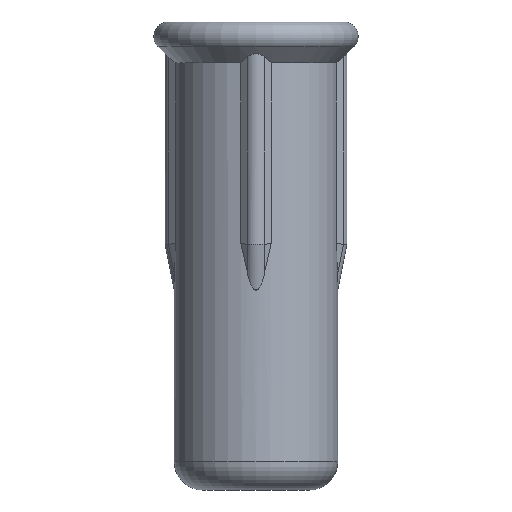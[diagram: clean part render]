
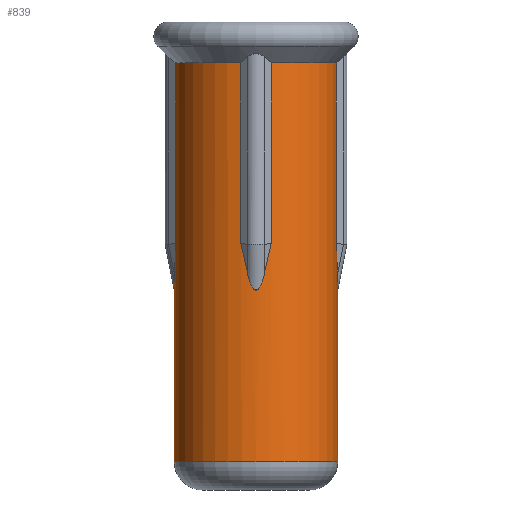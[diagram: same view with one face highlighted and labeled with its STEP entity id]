
A CAD part, left-side view. The second image highlights one B-rep face of the part: STEP entity #839.
In plain terms, the highlighted cylindrical face has radius 0.914 mm (diameter 1.829 mm), a partial arc.
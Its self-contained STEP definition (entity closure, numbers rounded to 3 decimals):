
#140=CARTESIAN_POINT('',(0.,0.914,-2.997));
#147=CARTESIAN_POINT('',(0.,-0.914,-2.997));
#185=DIRECTION('',(0.,0.,-1.));
#186=VECTOR('',#185,2.02);
#187=CARTESIAN_POINT('',(-0.898,-0.17,-0.457));
#188=LINE('',#187,#186);
#189=DIRECTION('',(0.,0.,-1.));
#190=VECTOR('',#189,2.02);
#191=CARTESIAN_POINT('',(-0.17,-0.898,-0.457));
#192=LINE('',#191,#190);
#193=CARTESIAN_POINT('',(-0.09,-0.91,
-2.83));
#194=CARTESIAN_POINT('',(-0.115,-0.907,
-2.712));
#195=CARTESIAN_POINT('',(-0.142,-0.904,
-2.595));
#196=CARTESIAN_POINT('',(-0.17,-0.898,
-2.478));
#198=CARTESIAN_POINT('',(-0.09,-0.91,
-2.83));
#199=CARTESIAN_POINT('',(-0.088,-0.91,
-2.838));
#200=CARTESIAN_POINT('',(-0.084,-0.911,
-2.855));
#201=CARTESIAN_POINT('',(-0.078,-0.911,
-2.879));
#202=CARTESIAN_POINT('',(-0.071,-0.912,
-2.9));
#203=CARTESIAN_POINT('',(-0.064,-0.912,
-2.92));
#204=CARTESIAN_POINT('',(-0.057,-0.913,
-2.937));
#205=CARTESIAN_POINT('',(-0.049,-0.913,
-2.953));
#206=CARTESIAN_POINT('',(-0.041,-0.913,
-2.968));
#207=CARTESIAN_POINT('',(-0.032,-0.914,
-2.98));
#208=CARTESIAN_POINT('',(-0.022,-0.914,
-2.989));
#209=CARTESIAN_POINT('',(-0.011,-0.914,
-2.996));
#210=CARTESIAN_POINT('',(-0.004,-0.914,-2.997));
#211=CARTESIAN_POINT('',(0.,-0.914,-2.997));
#213=DIRECTION('',(0.,0.,1.));
#214=VECTOR('',#213,1.918);
#215=CARTESIAN_POINT('',(0.,-0.914,-4.915));
#216=LINE('',#215,#214);
#217=CARTESIAN_POINT('',(0.,0.,-4.915));
#218=DIRECTION('',(0.,0.,1.));
#219=DIRECTION('',(0.,1.,0.));
#220=AXIS2_PLACEMENT_3D('',#217,#218,#219);
#222=DIRECTION('',(0.,0.,1.));
#223=VECTOR('',#222,1.918);
#224=CARTESIAN_POINT('',(0.,0.914,-4.915));
#225=LINE('',#224,#223);
#226=CARTESIAN_POINT('',(0.,0.914,-2.997));
#227=CARTESIAN_POINT('',(-0.004,0.914,-2.997));
#228=CARTESIAN_POINT('',(-0.011,0.914,
-2.996));
#229=CARTESIAN_POINT('',(-0.022,0.914,
-2.989));
#230=CARTESIAN_POINT('',(-0.032,0.914,
-2.979));
#231=CARTESIAN_POINT('',(-0.041,0.913,
-2.967));
#232=CARTESIAN_POINT('',(-0.049,0.913,
-2.953));
#233=CARTESIAN_POINT('',(-0.057,0.913,
-2.937));
#234=CARTESIAN_POINT('',(-0.064,0.912,
-2.92));
#235=CARTESIAN_POINT('',(-0.071,0.912,
-2.9));
#236=CARTESIAN_POINT('',(-0.078,0.911,
-2.878));
#237=CARTESIAN_POINT('',(-0.084,0.911,
-2.854));
#238=CARTESIAN_POINT('',(-0.088,0.91,
-2.838));
#239=CARTESIAN_POINT('',(-0.09,0.91,
-2.83));
#241=CARTESIAN_POINT('',(-0.17,0.898,
-2.478));
#242=CARTESIAN_POINT('',(-0.142,0.904,
-2.595));
#243=CARTESIAN_POINT('',(-0.115,0.907,
-2.712));
#244=CARTESIAN_POINT('',(-0.09,0.91,
-2.83));
#246=DIRECTION('',(0.,0.,-1.));
#247=VECTOR('',#246,2.02);
#248=CARTESIAN_POINT('',(-0.17,0.898,-0.457));
#249=LINE('',#248,#247);
#250=DIRECTION('',(0.,0.,-1.));
#251=VECTOR('',#250,2.02);
#252=CARTESIAN_POINT('',(-0.898,0.17,-0.457));
#253=LINE('',#252,#251);
#254=CARTESIAN_POINT('',(-0.91,0.09,
-2.83));
#255=CARTESIAN_POINT('',(-0.907,0.115,
-2.712));
#256=CARTESIAN_POINT('',(-0.904,0.142,
-2.595));
#257=CARTESIAN_POINT('',(-0.898,0.17,
-2.478));
#259=CARTESIAN_POINT('',(-0.91,0.09,
-2.83));
#260=CARTESIAN_POINT('',(-0.91,0.088,
-2.839));
#261=CARTESIAN_POINT('',(-0.911,0.083,
-2.858));
#262=CARTESIAN_POINT('',(-0.911,0.076,
-2.884));
#263=CARTESIAN_POINT('',(-0.912,0.069,
-2.907));
#264=CARTESIAN_POINT('',(-0.912,0.061,
-2.928));
#265=CARTESIAN_POINT('',(-0.913,0.053,
-2.947));
#266=CARTESIAN_POINT('',(-0.913,0.044,
-2.964));
#267=CARTESIAN_POINT('',(-0.914,0.034,
-2.977));
#268=CARTESIAN_POINT('',(-0.914,0.023,
-2.988));
#269=CARTESIAN_POINT('',(-0.914,0.012,
-2.996));
#270=CARTESIAN_POINT('',(-0.914,0.,
-2.998));
#271=CARTESIAN_POINT('',(-0.914,-0.012,
-2.996));
#272=CARTESIAN_POINT('',(-0.914,-0.024,
-2.988));
#273=CARTESIAN_POINT('',(-0.914,-0.034,
-2.977));
#274=CARTESIAN_POINT('',(-0.913,-0.044,
-2.963));
#275=CARTESIAN_POINT('',(-0.913,-0.053,
-2.947));
#276=CARTESIAN_POINT('',(-0.912,-0.061,
-2.928));
#277=CARTESIAN_POINT('',(-0.912,-0.069,
-2.907));
#278=CARTESIAN_POINT('',(-0.911,-0.076,
-2.884));
#279=CARTESIAN_POINT('',(-0.911,-0.083,
-2.858));
#280=CARTESIAN_POINT('',(-0.91,-0.088,
-2.839));
#281=CARTESIAN_POINT('',(-0.91,-0.09,
-2.83));
#283=CARTESIAN_POINT('',(-0.898,-0.17,
-2.478));
#284=CARTESIAN_POINT('',(-0.904,-0.142,
-2.595));
#285=CARTESIAN_POINT('',(-0.907,-0.115,
-2.712));
#286=CARTESIAN_POINT('',(-0.91,-0.09,
-2.83));
#341=CARTESIAN_POINT('',(0.,0.,-0.457));
#342=DIRECTION('',(0.,0.,1.));
#343=DIRECTION('',(-0.186,0.983,0.));
#344=AXIS2_PLACEMENT_3D('',#341,#342,#343);
#382=CARTESIAN_POINT('',(0.,0.,-0.457));
#383=DIRECTION('',(0.,0.,1.));
#384=DIRECTION('',(-0.983,-0.186,0.));
#385=AXIS2_PLACEMENT_3D('',#382,#383,#384);
#649=CARTESIAN_POINT('',(0.,0.914,-4.915));
#651=VERTEX_POINT('',#649);
#657=CARTESIAN_POINT('',(0.,-0.914,-4.915));
#659=VERTEX_POINT('',#657);
#667=VERTEX_POINT('',#140);
#668=CARTESIAN_POINT('',(-0.17,0.898,-0.457));
#669=CARTESIAN_POINT('',(-0.17,0.898,
-2.478));
#670=VERTEX_POINT('',#668);
#671=VERTEX_POINT('',#669);
#672=VERTEX_POINT('',#244);
#697=VERTEX_POINT('',#147);
#698=CARTESIAN_POINT('',(-0.17,-0.898,-0.457));
#699=CARTESIAN_POINT('',(-0.17,-0.898,
-2.478));
#700=VERTEX_POINT('',#698);
#701=VERTEX_POINT('',#699);
#702=VERTEX_POINT('',#198);
#708=CARTESIAN_POINT('',(-0.898,-0.17,-0.457));
#709=CARTESIAN_POINT('',(-0.898,-0.17,
-2.478));
#710=VERTEX_POINT('',#708);
#711=VERTEX_POINT('',#709);
#712=CARTESIAN_POINT('',(-0.898,0.17,-0.457));
#713=CARTESIAN_POINT('',(-0.898,0.17,
-2.478));
#714=VERTEX_POINT('',#712);
#715=VERTEX_POINT('',#713);
#716=VERTEX_POINT('',#286);
#717=VERTEX_POINT('',#259);
#803=CARTESIAN_POINT('',(0.,0.,0.262));
#804=DIRECTION('',(0.,0.,-1.));
#805=DIRECTION('',(0.,-1.,0.));
#806=AXIS2_PLACEMENT_3D('',#803,#804,#805);
#807=CYLINDRICAL_SURFACE('',#806,0.914);
#809=ORIENTED_EDGE('',*,*,#808,.F.);
#811=ORIENTED_EDGE('',*,*,#810,.T.);
#813=ORIENTED_EDGE('',*,*,#812,.T.);
#815=ORIENTED_EDGE('',*,*,#814,.F.);
#816=ORIENTED_EDGE('',*,*,#793,.T.);
#817=ORIENTED_EDGE('',*,*,#751,.F.);
#819=ORIENTED_EDGE('',*,*,#818,.F.);
#820=ORIENTED_EDGE('',*,*,#747,.T.);
#822=ORIENTED_EDGE('',*,*,#821,.T.);
#824=ORIENTED_EDGE('',*,*,#823,.F.);
#826=ORIENTED_EDGE('',*,*,#825,.F.);
#828=ORIENTED_EDGE('',*,*,#827,.T.);
#830=ORIENTED_EDGE('',*,*,#829,.T.);
#832=ORIENTED_EDGE('',*,*,#831,.F.);
#834=ORIENTED_EDGE('',*,*,#833,.T.);
#836=ORIENTED_EDGE('',*,*,#835,.F.);
#837=EDGE_LOOP('',(#809,#811,#813,#815,#816,#817,#819,#820,#822,#824,#826,#828,
#830,#832,#834,#836));
#838=FACE_OUTER_BOUND('',#837,.F.);
#839=ADVANCED_FACE('',(#838),#807,.T.);
#197=B_SPLINE_CURVE_WITH_KNOTS('',3,(#193,#194,#195,#196),.UNSPECIFIED.,.F.,.F.,
(4,4),(0.,1.),.UNSPECIFIED.);
#212=B_SPLINE_CURVE_WITH_KNOTS('',3,(#198,#199,#200,#201,#202,#203,#204,#205,
#206,#207,#208,#209,#210,#211),.UNSPECIFIED.,.F.,.F.,(4,1,1,1,1,1,1,1,1,1,1,4),(
0.,0.091,0.182,0.273,0.364,
0.455,0.545,0.636,0.727,
0.818,0.909,1.),.UNSPECIFIED.);
#221=CIRCLE('',#220,0.914);
#240=B_SPLINE_CURVE_WITH_KNOTS('',3,(#226,#227,#228,#229,#230,#231,#232,#233,
#234,#235,#236,#237,#238,#239),.UNSPECIFIED.,.F.,.F.,(4,1,1,1,1,1,1,1,1,1,1,4),(
0.,0.091,0.182,0.273,0.364,
0.455,0.545,0.636,0.727,
0.818,0.909,1.),.UNSPECIFIED.);
#245=B_SPLINE_CURVE_WITH_KNOTS('',3,(#241,#242,#243,#244),.UNSPECIFIED.,.F.,.F.,
(4,4),(0.,1.),.UNSPECIFIED.);
#258=B_SPLINE_CURVE_WITH_KNOTS('',3,(#254,#255,#256,#257),.UNSPECIFIED.,.F.,.F.,
(4,4),(0.,1.),.UNSPECIFIED.);
#282=B_SPLINE_CURVE_WITH_KNOTS('',3,(#259,#260,#261,#262,#263,#264,#265,#266,
#267,#268,#269,#270,#271,#272,#273,#274,#275,#276,#277,#278,#279,#280,#281),
.UNSPECIFIED.,.F.,.F.,(4,1,1,1,1,1,1,1,1,1,1,1,1,1,1,1,1,1,1,1,4),(0.,0.05,
0.1,0.15,0.2,0.25,0.3,0.35,0.4,0.45,0.5,0.55,0.6,0.65,
0.7,0.75,0.8,0.85,0.9,0.95,1.),.UNSPECIFIED.);
#287=B_SPLINE_CURVE_WITH_KNOTS('',3,(#283,#284,#285,#286),.UNSPECIFIED.,.F.,.F.,
(4,4),(0.,1.),.UNSPECIFIED.);
#345=CIRCLE('',#344,0.914);
#386=CIRCLE('',#385,0.914);
#747=EDGE_CURVE('',#651,#667,#225,.T.);
#751=EDGE_CURVE('',#659,#697,#216,.T.);
#793=EDGE_CURVE('',#702,#697,#212,.T.);
#808=EDGE_CURVE('',#710,#711,#188,.T.);
#810=EDGE_CURVE('',#710,#700,#386,.T.);
#812=EDGE_CURVE('',#700,#701,#192,.T.);
#814=EDGE_CURVE('',#702,#701,#197,.T.);
#818=EDGE_CURVE('',#651,#659,#221,.T.);
#821=EDGE_CURVE('',#667,#672,#240,.T.);
#823=EDGE_CURVE('',#671,#672,#245,.T.);
#825=EDGE_CURVE('',#670,#671,#249,.T.);
#827=EDGE_CURVE('',#670,#714,#345,.T.);
#829=EDGE_CURVE('',#714,#715,#253,.T.);
#831=EDGE_CURVE('',#717,#715,#258,.T.);
#833=EDGE_CURVE('',#717,#716,#282,.T.);
#835=EDGE_CURVE('',#711,#716,#287,.T.);
